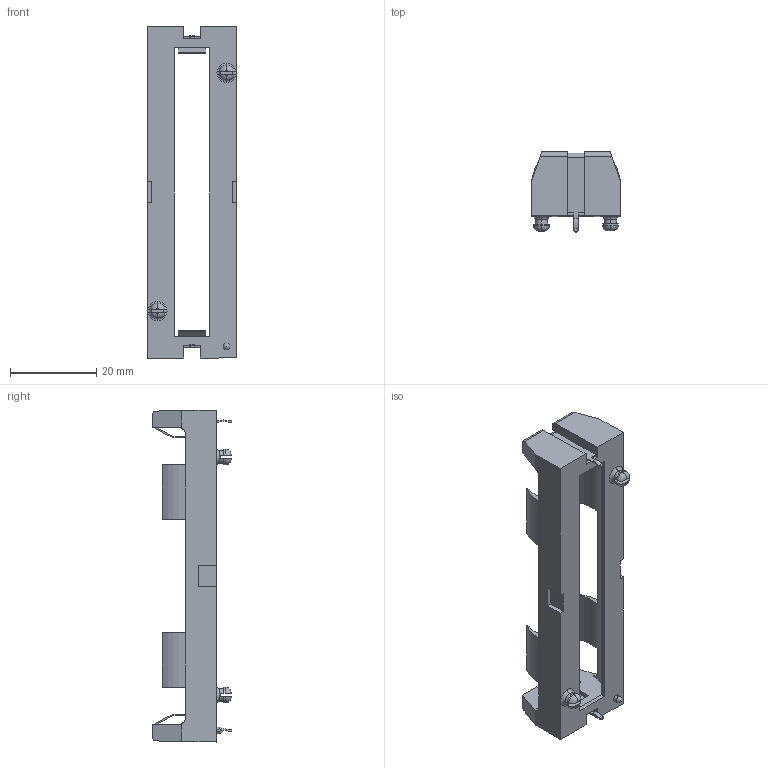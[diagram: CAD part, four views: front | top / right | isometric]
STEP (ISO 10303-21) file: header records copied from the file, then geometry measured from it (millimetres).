
FILE_DESCRIPTION (( 'STEP AP214' ), '1' );
FILE_NAME ('KEYELCO_1043.STEP', '2015-03-30T13:51:31', ( '' ), ( '' ), '', '', '' );
FILE_SCHEMA (( '' ));
Length unit declared in the file: millimetre
Products named in the file (1): KEYELCO_1043
Bounding box: 20.65 x 18.47 x 77.05 mm (x, y, z)
Volume: 5581 mm3; surface area: 6180.7 mm2
Topology: 3 solids, 3 shells, 171 faces, 475 edges, 312 vertices
Faces by surface type: plane 116, cylinder 36, torus 12, bspline 6, sphere 1
Entity records: 5630 total; most frequent: CARTESIAN_POINT 1222, ORIENTED_EDGE 944, DIRECTION 864, EDGE_CURVE 472, LINE 336, VECTOR 336, VERTEX_POINT 310, AXIS2_PLACEMENT_3D 264
